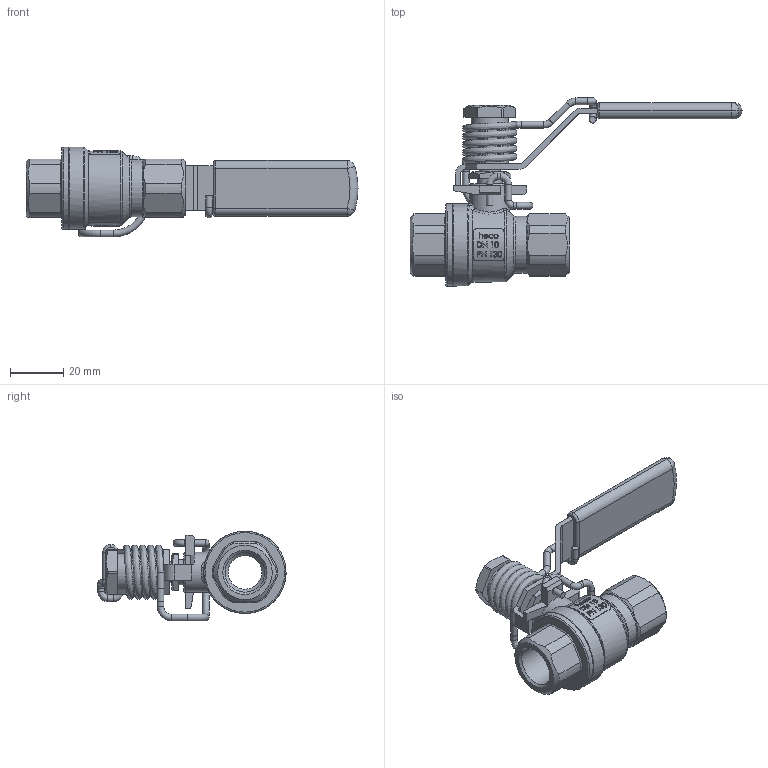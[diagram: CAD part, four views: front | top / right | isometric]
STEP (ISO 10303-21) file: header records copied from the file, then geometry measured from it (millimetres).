
FILE_DESCRIPTION (( 'STEP AP214' ), '1' );
FILE_NAME ('K2FR-038-4 Kugelhahn mit Federrückstellung 2104.STEP', '2021-04-08T11:51:44', ( '' ), ( '' ), 'SwSTEP 2.0', 'SolidWorks 2019', '' );
FILE_SCHEMA (( 'AUTOMOTIVE_DESIGN' ));
Length unit declared in the file: millimetre
Products named in the file (1): K2FR-038-4 Kugelhahn mit Federrückstellung 2104
Bounding box: 125 x 70.84 x 33.75 mm (x, y, z)
Volume: 38112.8 mm3; surface area: 19045.6 mm2
Topology: 2 solids, 2 shells, 622 faces, 1590 edges, 1022 vertices
Faces by surface type: plane 230, bspline 208, cylinder 134, torus 34, cone 12, sphere 4
Full cylindrical faces by diameter (mm): 2.5 x17, 3 x1, 8 x2, 9.5 x1, 12.7 x1, 14 x1, 14.942 x2, 15 x1, 21.5 x1, 31 x2
Entity records: 35206 total; most frequent: CARTESIAN_POINT 15120, ORIENTED_EDGE 3010, DIRECTION 2104, EDGE_CURVE 1505, VERTEX_POINT 1004, EDGE_LOOP 747, AXIS2_PLACEMENT_3D 712, LINE 680
